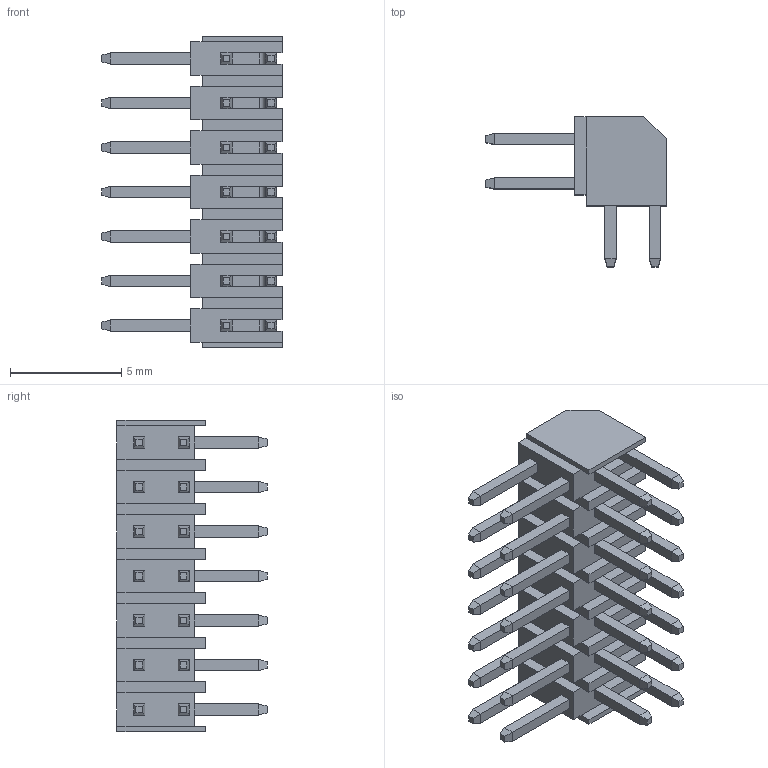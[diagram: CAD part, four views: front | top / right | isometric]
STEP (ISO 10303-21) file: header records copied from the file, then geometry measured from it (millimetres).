
FILE_DESCRIPTION (( 'STEP AP214' ), '1' );
FILE_NAME ('FPH20062-D14B1014110600B-REF .STEP', '2026-01-09T03:51:50', ( '' ), ( '' ), 'SwSTEP 2.0', 'SolidWorks 2021', '' );
FILE_SCHEMA (( 'AUTOMOTIVE_DESIGN' ));
Length unit declared in the file: millimetre
Products named in the file (1): FPH20062-D14B1014110600B-REF 
Bounding box: 8.1 x 6.75 x 14 mm (x, y, z)
Volume: 195.4 mm3; surface area: 588.1 mm2
Topology: 1 solids, 1 shells, 413 faces, 1009 edges, 612 vertices
Faces by surface type: plane 392, cylinder 21
Entity records: 11703 total; most frequent: CARTESIAN_POINT 2035, ORIENTED_EDGE 2018, DIRECTION 1879, EDGE_CURVE 1009, VECTOR 967, LINE 967, VERTEX_POINT 612, AXIS2_PLACEMENT_3D 456
